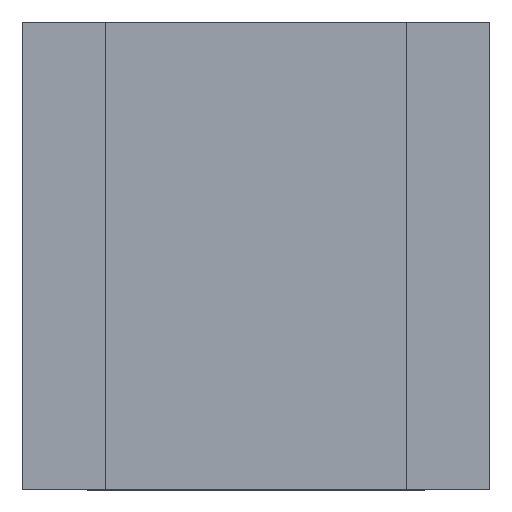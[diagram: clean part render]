
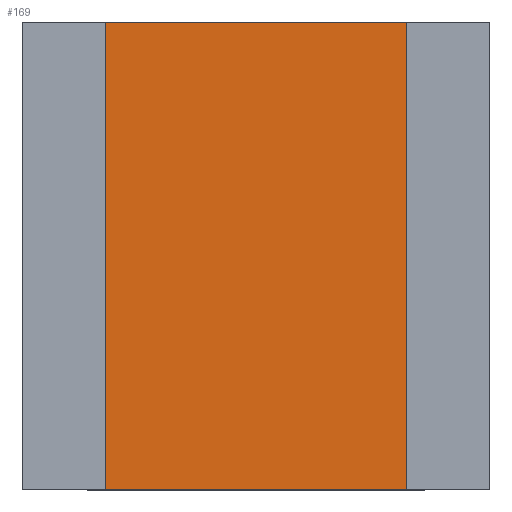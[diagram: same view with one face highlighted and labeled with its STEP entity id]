
A CAD part, top view. The second image highlights one B-rep face of the part: STEP entity #169.
In plain terms, the highlighted planar face has unit normal (0, 0, 1).
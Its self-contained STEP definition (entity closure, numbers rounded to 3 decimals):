
#99=VERTEX_POINT('',#242);
#113=VERTEX_POINT('',#257);
#147=EDGE_CURVE('',#113,#99,#296,.T.);
#153=EDGE_CURVE('',#113,#165,#302,.T.);
#157=EDGE_CURVE('',#185,#165,#306,.T.);
#165=VERTEX_POINT('',#315);
#169=ADVANCED_FACE('',(#319),#320,.T.);
#175=EDGE_CURVE('',#99,#185,#326,.T.);
#185=VERTEX_POINT('',#337);
#242=CARTESIAN_POINT('',(-5.8,9.,7.));
#257=CARTESIAN_POINT('',(5.8,9.,7.));
#296=LINE('',#464,#465);
#302=LINE('',#474,#475);
#306=LINE('',#482,#483);
#315=CARTESIAN_POINT('',(5.8,-9.,7.));
#319=FACE_OUTER_BOUND('',#502,.T.);
#320=PLANE('',#503);
#326=LINE('',#514,#515);
#337=CARTESIAN_POINT('',(-5.8,-9.,7.));
#464=CARTESIAN_POINT('',(5.8,9.,7.));
#465=VECTOR('',#645,1.0);
#474=CARTESIAN_POINT('',(5.8,0.,7.));
#475=VECTOR('',#647,1.0);
#482=CARTESIAN_POINT('',(5.8,-9.,7.));
#483=VECTOR('',#649,1.0);
#502=EDGE_LOOP('',(#662,#663,#664,#665));
#503=AXIS2_PLACEMENT_3D('',#666,#667,#668);
#514=CARTESIAN_POINT('',(-5.8,0.,7.));
#515=VECTOR('',#671,1.0);
#645=DIRECTION('',(-1.0,0.0,0.0));
#647=DIRECTION('',(0.0,-1.0,0.));
#649=DIRECTION('',(1.0,0.0,0.0));
#662=ORIENTED_EDGE('',*,*,#157,.T.);
#663=ORIENTED_EDGE('',*,*,#153,.F.);
#664=ORIENTED_EDGE('',*,*,#147,.T.);
#665=ORIENTED_EDGE('',*,*,#175,.T.);
#666=CARTESIAN_POINT('',(-5.8,0.,7.));
#667=DIRECTION('',(0.0,0.,1.0));
#668=DIRECTION('',(0.0,-1.0,0.));
#671=DIRECTION('',(0.0,-1.0,0.));
